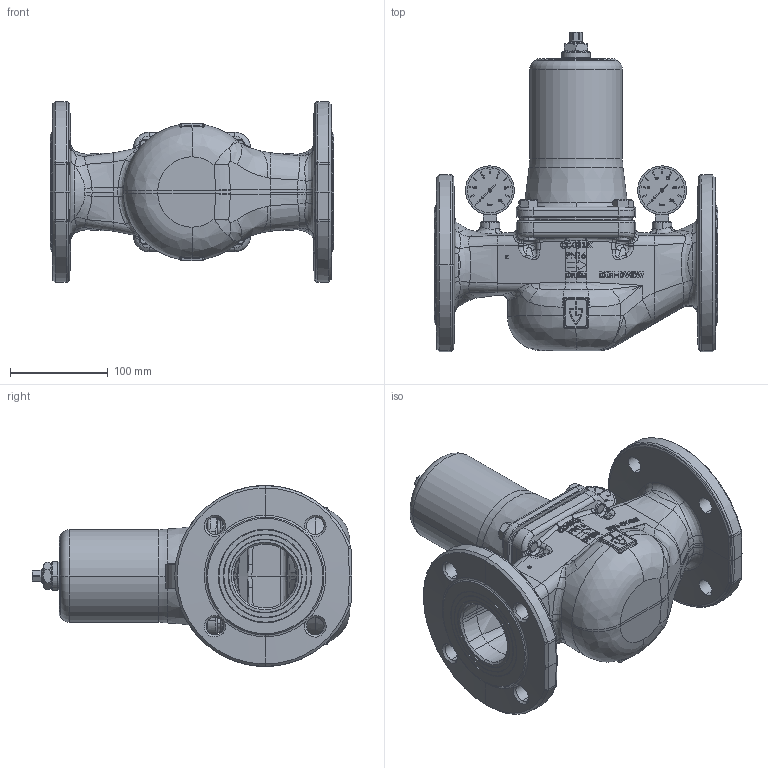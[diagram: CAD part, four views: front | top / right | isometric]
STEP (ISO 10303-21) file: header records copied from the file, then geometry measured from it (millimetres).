
FILE_DESCRIPTION (( 'STEP AP214' ), '1' );
FILE_NAME ('682 65 PN16 Dummy.STEP', '2010-08-04T06:16:50', ( '' ), ( '' ), 'SwSTEP 2.0', 'SolidWorks 2010', '' );
FILE_SCHEMA (( 'AUTOMOTIVE_DESIGN' ));
Length unit declared in the file: millimetre
Products named in the file (1): 682 65 PN16 Dummy
Bounding box: 290 x 326.5 x 185 mm (x, y, z)
Volume: 1938575.6 mm3; surface area: 486603.9 mm2
Topology: 11 solids, 11 shells, 3251 faces, 8393 edges, 5349 vertices
Faces by surface type: plane 1356, bspline 1242, cylinder 355, cone 237, torus 55, sphere 6
Entity records: 218453 total; most frequent: CARTESIAN_POINT 112556, ORIENTED_EDGE 16762, DIRECTION 10794, EDGE_CURVE 8381, VERTEX_POINT 5349, LINE 4262, VECTOR 4262, EDGE_LOOP 3496
